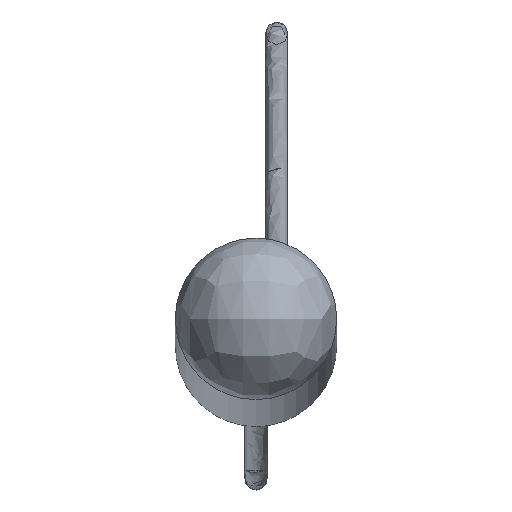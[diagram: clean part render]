
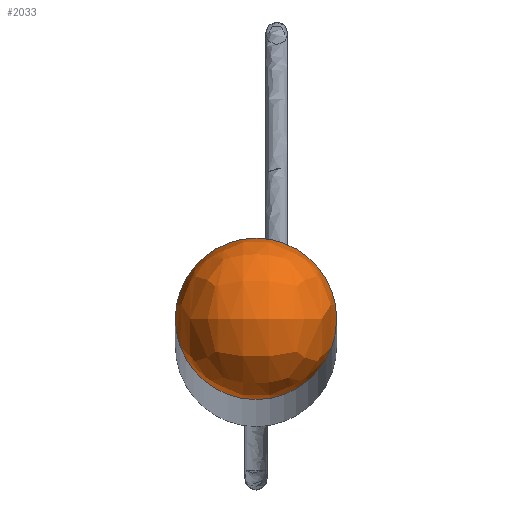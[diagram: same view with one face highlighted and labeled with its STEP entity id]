
A CAD part, top view. The second image highlights one B-rep face of the part: STEP entity #2033.
In plain terms, the highlighted free-form (B-spline) face has degree [3, 3] with [4, 4] control points.
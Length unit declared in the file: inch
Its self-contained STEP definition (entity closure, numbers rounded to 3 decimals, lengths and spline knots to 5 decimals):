
#60 = CARTESIAN_POINT ( 'NONE',  ( 0., 0., 23.875 ) ) ;
#181 = CARTESIAN_POINT ( 'NONE',  ( 0.125, 0., 23.875 ) ) ;
#192 = CARTESIAN_POINT ( 'NONE',  ( 0.125, -0.25, 23.875 ) ) ;
#201 = CARTESIAN_POINT ( 'NONE',  ( -0.125, 0., 23.875 ) ) ;
#205 = FACE_OUTER_BOUND ( 'NONE', #823, .T. ) ;
#211 = CARTESIAN_POINT ( 'NONE',  ( -0.125, -0.25, 23.875 ) ) ;
#386 = DIRECTION ( 'NONE',  ( 0., 0., -1. ) ) ;
#498 = EDGE_CURVE ( 'NONE', #1297, #1414, #1153, .T. ) ;
#526 = CARTESIAN_POINT ( 'NONE',  ( -0.125, 0., 23.875 ) ) ;
#533 = CARTESIAN_POINT ( 'NONE',  ( -0.125, 0., 23.875 ) ) ;
#539 = CARTESIAN_POINT ( 'NONE',  ( 0.125, 0., 23.875 ) ) ;
#603 = DIRECTION ( 'NONE',  ( 0., 0., -1. ) ) ;
#664 = AXIS2_PLACEMENT_3D ( 'NONE', #1098, #603, #1277 ) ;
#728 = CARTESIAN_POINT ( 'NONE',  ( 0.125, 0.25, 23.875 ) ) ;
#770 = ORIENTED_EDGE ( 'NONE', *, *, #498, .F. ) ;
#823 = EDGE_LOOP ( 'NONE', ( #770, #1133 ) ) ;
#826 = CIRCLE ( 'NONE', #664, 0.125 ) ;
#885 = CARTESIAN_POINT ( 'NONE',  ( -0.125, -0.25, 24.375 ) ) ;
#1029 = CARTESIAN_POINT ( 'NONE',  ( 0.125, -0.25, 24.375 ) ) ;
#1046 = CARTESIAN_POINT ( 'NONE',  ( 0.125, 0., 23.875 ) ) ;
#1098 = CARTESIAN_POINT ( 'NONE',  ( 0., 0., 23.875 ) ) ;
#1133 = ORIENTED_EDGE ( 'NONE', *, *, #1450, .F. ) ;
#1153 = CIRCLE ( 'NONE', #1906, 0.125 ) ;
#1225 = CARTESIAN_POINT ( 'NONE',  ( -0.125, 0.25, 24.375 ) ) ;
#1231 = CARTESIAN_POINT ( 'NONE',  ( -0.125, 0., 23.875 ) ) ;
#1277 = DIRECTION ( 'NONE',  ( 1., 0., 0. ) ) ;
#1297 = VERTEX_POINT ( 'NONE', #526 ) ;
#1414 = VERTEX_POINT ( 'NONE', #1582 ) ;
#1450 = EDGE_CURVE ( 'NONE', #1414, #1297, #826, .T. ) ;
#1551 = CARTESIAN_POINT ( 'NONE',  ( -0.125, 0., 23.875 ) ) ;
#1582 = CARTESIAN_POINT ( 'NONE',  ( 0.125, 0., 23.875 ) ) ;
#1726 = CARTESIAN_POINT ( 'NONE',  ( -0.125, 0.25, 23.875 ) ) ;
#1732 = DIRECTION ( 'NONE',  ( 1., 0., 0. ) ) ;
#1736 = CARTESIAN_POINT ( 'NONE',  ( 0.125, 0., 23.875 ) ) ;
#1894 = CARTESIAN_POINT ( 'NONE',  ( 0.125, 0.25, 24.375 ) ) ;
#1906 = AXIS2_PLACEMENT_3D ( 'NONE', #60, #386, #1732 ) ;
#2033 = ADVANCED_FACE ( 'NONE', ( #205 ), #2151, .T. ) ;
#2151 =( BOUNDED_SURFACE ( )  B_SPLINE_SURFACE ( 3, 3, ( 
 ( #181, #1046, #539, #1736 ),
 ( #728, #1894, #1029, #192 ),
 ( #1726, #1225, #885, #211 ),
 ( #1551, #201, #533, #1231 ) ),
 .UNSPECIFIED., .F., .F., .F. ) 
 B_SPLINE_SURFACE_WITH_KNOTS ( ( 4, 4 ),
 ( 4, 4 ),
 ( 0., 1. ),
 ( 0., 1. ),
 .UNSPECIFIED. ) 
 GEOMETRIC_REPRESENTATION_ITEM ( )  RATIONAL_B_SPLINE_SURFACE ( (
 ( 1., 0.333, 0.333, 1.),
 ( 0.333, 0.111, 0.111, 0.333),
 ( 0.333, 0.111, 0.111, 0.333),
 ( 1., 0.333, 0.333, 1.) ) ) 
 REPRESENTATION_ITEM ( '' )  SURFACE ( )  );
